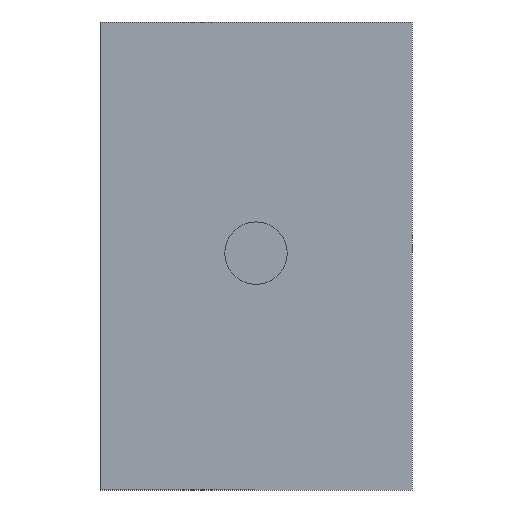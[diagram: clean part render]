
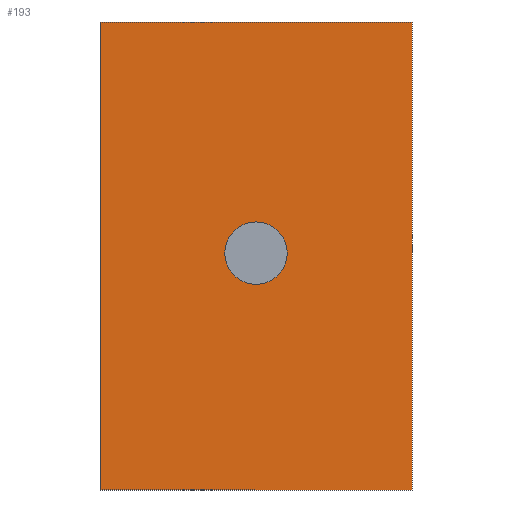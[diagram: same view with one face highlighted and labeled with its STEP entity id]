
A CAD part, left-side view. The second image highlights one B-rep face of the part: STEP entity #193.
In plain terms, the highlighted planar face has unit normal (-1, 0, 0).
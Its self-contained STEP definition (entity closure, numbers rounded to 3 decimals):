
#1 = LINE ( 'NONE', #113, #567 ) ;
#2 = LINE ( 'NONE', #602, #224 ) ;
#40 = DIRECTION ( 'NONE',  ( 1., 0., 0. ) ) ;
#46 = CARTESIAN_POINT ( 'NONE',  ( 0., 74.541, -93.556 ) ) ;
#83 = VERTEX_POINT ( 'NONE', #344 ) ;
#102 = EDGE_LOOP ( 'NONE', ( #464, #134, #232, #605 ) ) ;
#113 = CARTESIAN_POINT ( 'NONE',  ( 0., 74.541, 56.444 ) ) ;
#134 = ORIENTED_EDGE ( 'NONE', *, *, #559, .F. ) ;
#162 = CARTESIAN_POINT ( 'NONE',  ( 0., 74.541, -93.556 ) ) ;
#177 = EDGE_CURVE ( 'NONE', #83, #199, #192, .T. ) ;
#180 = DIRECTION ( 'NONE',  ( 0., 1., 0. ) ) ;
#192 = LINE ( 'NONE', #392, #310 ) ;
#193 = ADVANCED_FACE ( 'NONE', ( #596 ), #548, .F. ) ;
#199 = VERTEX_POINT ( 'NONE', #441 ) ;
#204 = EDGE_CURVE ( 'NONE', #199, #590, #641, .T. ) ;
#224 = VECTOR ( 'NONE', #604, 1000. ) ;
#232 = ORIENTED_EDGE ( 'NONE', *, *, #204, .F. ) ;
#254 = VERTEX_POINT ( 'NONE', #553 ) ;
#268 = VECTOR ( 'NONE', #180, 1000. ) ;
#299 = AXIS2_PLACEMENT_3D ( 'NONE', #589, #40, #502 ) ;
#302 = EDGE_CURVE ( 'NONE', #254, #83, #2, .T. ) ;
#310 = VECTOR ( 'NONE', #593, 1000. ) ;
#344 = CARTESIAN_POINT ( 'NONE',  ( 0., -25.459, 56.444 ) ) ;
#392 = CARTESIAN_POINT ( 'NONE',  ( 0., -25.459, 56.444 ) ) ;
#441 = CARTESIAN_POINT ( 'NONE',  ( 0., -25.459, -93.556 ) ) ;
#454 = DIRECTION ( 'NONE',  ( 0., 0., 1. ) ) ;
#464 = ORIENTED_EDGE ( 'NONE', *, *, #302, .F. ) ;
#502 = DIRECTION ( 'NONE',  ( 0., 0., -1. ) ) ;
#548 = PLANE ( 'NONE',  #299 ) ;
#553 = CARTESIAN_POINT ( 'NONE',  ( 0., 74.541, 56.444 ) ) ;
#559 = EDGE_CURVE ( 'NONE', #590, #254, #1, .T. ) ;
#567 = VECTOR ( 'NONE', #454, 1000. ) ;
#589 = CARTESIAN_POINT ( 'NONE',  ( 0., 0., 0. ) ) ;
#590 = VERTEX_POINT ( 'NONE', #162 ) ;
#593 = DIRECTION ( 'NONE',  ( 0., 0., -1. ) ) ;
#596 = FACE_OUTER_BOUND ( 'NONE', #102, .T. ) ;
#602 = CARTESIAN_POINT ( 'NONE',  ( 0., 74.541, 56.444 ) ) ;
#604 = DIRECTION ( 'NONE',  ( 0., -1., 0. ) ) ;
#605 = ORIENTED_EDGE ( 'NONE', *, *, #177, .F. ) ;
#641 = LINE ( 'NONE', #46, #268 ) ;
